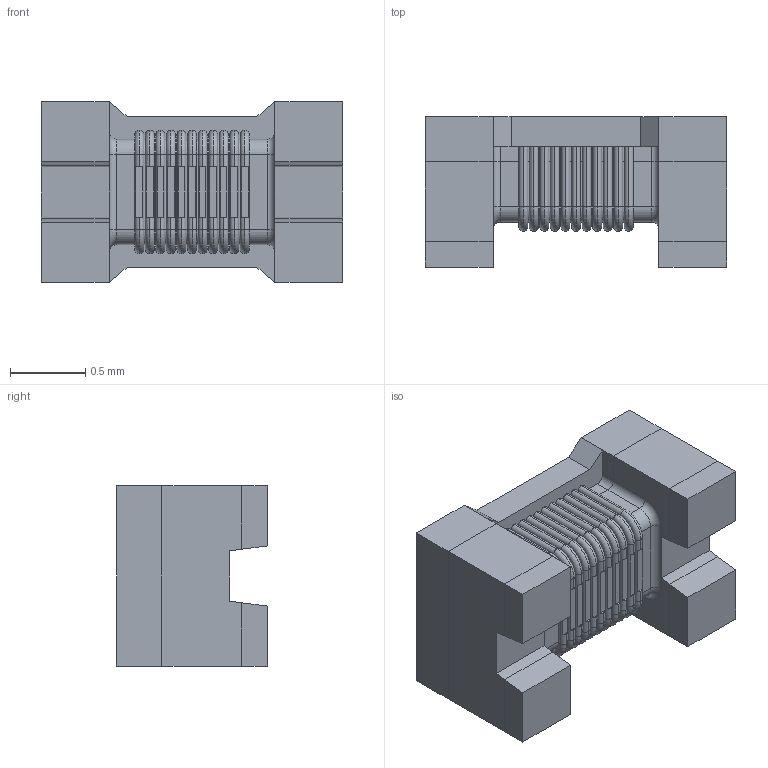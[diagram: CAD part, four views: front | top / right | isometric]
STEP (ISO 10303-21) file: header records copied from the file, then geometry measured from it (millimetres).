
FILE_DESCRIPTION (( 'STEP AP214' ), '1' );
FILE_NAME ('DLW21HN900SQ2L.STEP', '2021-02-27T07:45:46', ( '' ), ( '' ), 'SwSTEP 2.0', 'SolidWorks 2020', '' );
FILE_SCHEMA (( 'AUTOMOTIVE_DESIGN' ));
Length unit declared in the file: millimetre
Products named in the file (1): DLW21HN900SQ2L
Bounding box: 2 x 1 x 1.2 mm (x, y, z)
Volume: 1.7 mm3; surface area: 20.1 mm2
Topology: 17 solids, 17 shells, 251 faces, 547 edges, 330 vertices
Faces by surface type: plane 125, cylinder 78, torus 48
Entity records: 7083 total; most frequent: CARTESIAN_POINT 1261, DIRECTION 1211, ORIENTED_EDGE 1094, EDGE_CURVE 547, AXIS2_PLACEMENT_3D 456, VERTEX_POINT 330, VECTOR 299, LINE 299
